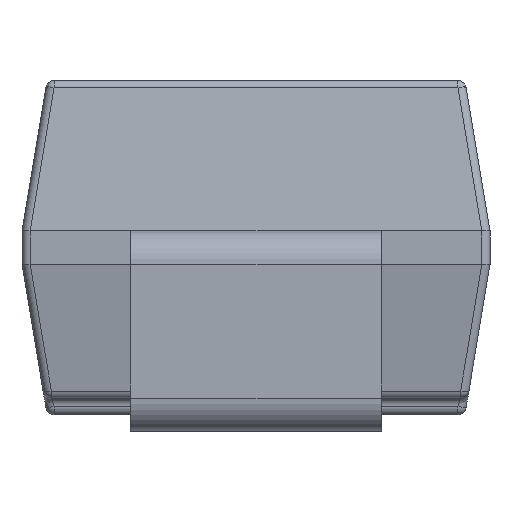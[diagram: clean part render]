
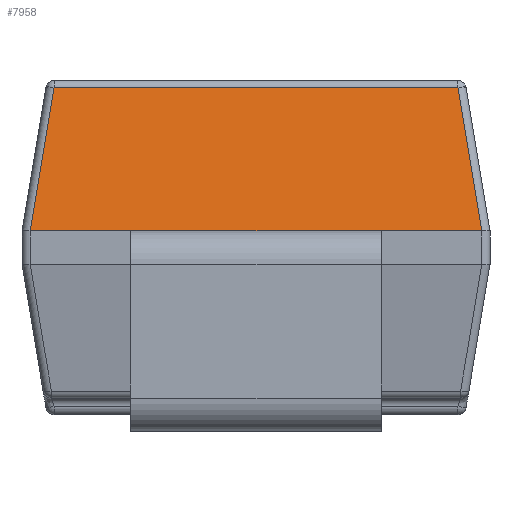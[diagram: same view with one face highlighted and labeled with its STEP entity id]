
A CAD part, left-side view. The second image highlights one B-rep face of the part: STEP entity #7958.
In plain terms, the highlighted planar face has unit normal (-0.986, 0, 0.164).
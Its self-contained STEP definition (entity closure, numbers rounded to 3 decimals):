
#592=FACE_OUTER_BOUND('',#1056,.T.);
#1056=EDGE_LOOP('',(#5283,#5284,#5285,#5286,#5287,#5288,#5289,#5290));
#1526=LINE('',#10761,#2365);
#1624=LINE('',#11419,#2463);
#1633=LINE('',#11439,#2472);
#1634=LINE('',#11440,#2473);
#1635=LINE('',#11441,#2474);
#1636=LINE('',#11443,#2475);
#1637=LINE('',#11445,#2476);
#1638=LINE('',#11446,#2477);
#2365=VECTOR('',#8940,1.);
#2463=VECTOR('',#9054,1.);
#2472=VECTOR('',#9069,1.);
#2473=VECTOR('',#9070,10.);
#2474=VECTOR('',#9071,1.);
#2475=VECTOR('',#9072,10.);
#2476=VECTOR('',#9073,1.);
#2477=VECTOR('',#9074,1.);
#3203=VERTEX_POINT('',#10757);
#3205=VERTEX_POINT('',#10760);
#3331=VERTEX_POINT('',#11413);
#3333=VERTEX_POINT('',#11417);
#3340=VERTEX_POINT('',#11437);
#3341=VERTEX_POINT('',#11438);
#3342=VERTEX_POINT('',#11442);
#3343=VERTEX_POINT('',#11444);
#3962=EDGE_CURVE('',#3203,#3205,#1526,.T.);
#4092=EDGE_CURVE('',#3333,#3331,#1624,.T.);
#4101=EDGE_CURVE('',#3340,#3341,#1633,.T.);
#4102=EDGE_CURVE('',#3341,#3205,#1634,.T.);
#4103=EDGE_CURVE('',#3331,#3203,#1635,.T.);
#4104=EDGE_CURVE('',#3333,#3342,#1636,.T.);
#4105=EDGE_CURVE('',#3342,#3343,#1637,.T.);
#4106=EDGE_CURVE('',#3343,#3340,#1638,.T.);
#5283=ORIENTED_EDGE('',*,*,#4101,.T.);
#5284=ORIENTED_EDGE('',*,*,#4102,.T.);
#5285=ORIENTED_EDGE('',*,*,#3962,.F.);
#5286=ORIENTED_EDGE('',*,*,#4103,.F.);
#5287=ORIENTED_EDGE('',*,*,#4092,.F.);
#5288=ORIENTED_EDGE('',*,*,#4104,.T.);
#5289=ORIENTED_EDGE('',*,*,#4105,.T.);
#5290=ORIENTED_EDGE('',*,*,#4106,.T.);
#7500=PLANE('',#8443);
#7958=ADVANCED_FACE('',(#592),#7500,.T.);
#8443=AXIS2_PLACEMENT_3D('',#11436,#9067,#9068);
#8940=DIRECTION('',(0.,1.,0.));
#9054=DIRECTION('',(0.,1.,0.));
#9067=DIRECTION('center_axis',(-0.986,0.,0.164));
#9068=DIRECTION('ref_axis',(0.,1.,0.));
#9069=DIRECTION('',(-0.162,0.162,-0.973));
#9070=DIRECTION('',(-0.007,-0.999,-0.041));
#9071=DIRECTION('',(0.,1.,0.));
#9072=DIRECTION('',(0.007,-0.999,0.041));
#9073=DIRECTION('',(0.162,0.162,0.973));
#9074=DIRECTION('',(0.,1.,0.));
#10757=CARTESIAN_POINT('',(-2.2,0.75,1.2));
#10760=CARTESIAN_POINT('',(-2.2,1.35,1.2));
#10761=CARTESIAN_POINT('',(-2.2,1.4,1.2));
#11413=CARTESIAN_POINT('',(-2.2,-0.75,1.2));
#11417=CARTESIAN_POINT('',(-2.2,-1.35,1.2));
#11419=CARTESIAN_POINT('',(-2.2,1.4,1.2));
#11436=CARTESIAN_POINT('Origin',(-2.05,0.,2.1));
#11437=CARTESIAN_POINT('',(-2.057,1.208,2.058));
#11438=CARTESIAN_POINT('',(-2.2,1.351,1.2));
#11439=CARTESIAN_POINT('',(-2.018,1.169,2.29));
#11440=CARTESIAN_POINT('',(-2.2,1.351,1.2));
#11441=CARTESIAN_POINT('',(-2.2,1.4,1.2));
#11442=CARTESIAN_POINT('',(-2.2,-1.351,1.2));
#11443=CARTESIAN_POINT('',(-2.2,-1.35,1.2));
#11444=CARTESIAN_POINT('',(-2.057,-1.208,2.058));
#11445=CARTESIAN_POINT('',(-2.018,-1.169,2.29));
#11446=CARTESIAN_POINT('',(-2.057,1.25,2.058));
